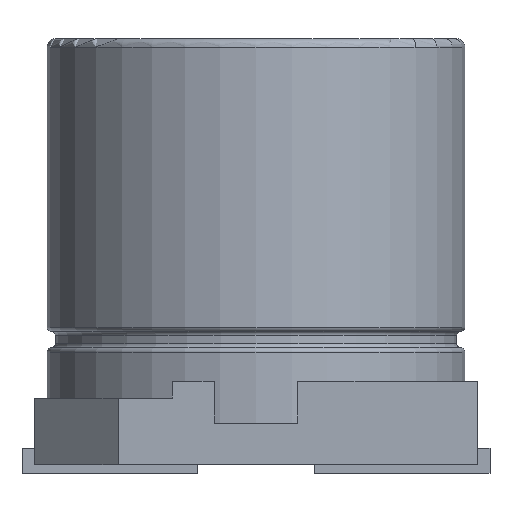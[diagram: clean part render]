
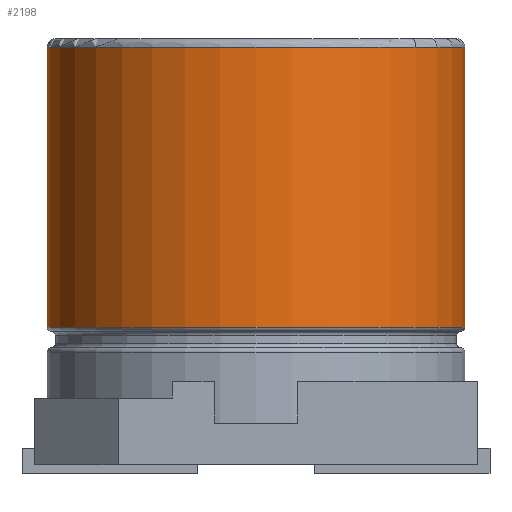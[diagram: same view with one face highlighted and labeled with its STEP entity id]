
A CAD part, front view. The second image highlights one B-rep face of the part: STEP entity #2198.
In plain terms, the highlighted cylindrical face has radius 2.5 mm (diameter 5 mm), a partial arc.
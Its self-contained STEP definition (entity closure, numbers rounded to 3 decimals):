
#908 = DIRECTION ( 'NONE',  ( -1., 0., 0. ) ) ;
#909 = DIRECTION ( 'NONE',  ( 0., 0., -1. ) ) ;
#910 = CARTESIAN_POINT ( 'NONE',  ( 0., 0., 17.471 ) ) ;
#911 = AXIS2_PLACEMENT_3D ( 'NONE', #910, #909, #908 ) ;
#928 = CYLINDRICAL_SURFACE ( 'NONE', #911, 2.5 ) ;
#934 = FACE_OUTER_BOUND ( 'NONE', #2199, .T. ) ;
#1013 = DIRECTION ( 'NONE',  ( 1., 0., 0. ) ) ;
#1014 = DIRECTION ( 'NONE',  ( 0., 0., 1. ) ) ;
#1017 = CARTESIAN_POINT ( 'NONE',  ( 0., 0., 1.75 ) ) ;
#1018 = AXIS2_PLACEMENT_3D ( 'NONE', #1017, #1014, #1013 ) ;
#1019 = CIRCLE ( 'NONE', #1018, 2.5 ) ;
#1225 = CIRCLE ( 'NONE', #1248, 2.5 ) ;
#1246 = CARTESIAN_POINT ( 'NONE',  ( 0., 0., 5.1 ) ) ;
#1248 = AXIS2_PLACEMENT_3D ( 'NONE', #1246, #1261, #1260 ) ;
#1260 = DIRECTION ( 'NONE',  ( 1., 0., 0. ) ) ;
#1261 = DIRECTION ( 'NONE',  ( 0., 0., -1. ) ) ;
#1645 = VERTEX_POINT ( 'NONE', #2643 ) ;
#1659 = VERTEX_POINT ( 'NONE', #2502 ) ;
#1720 = EDGE_CURVE ( 'NONE', #1759, #1659, #2732, .T. ) ;
#1731 = EDGE_CURVE ( 'NONE', #1756, #1645, #2831, .T. ) ;
#1752 = ORIENTED_EDGE ( 'NONE', *, *, #2240, .T. ) ;
#1756 = VERTEX_POINT ( 'NONE', #3043 ) ;
#1759 = VERTEX_POINT ( 'NONE', #3038 ) ;
#2198 = ADVANCED_FACE ( 'NONE', ( #934 ), #928, .T. ) ;
#2199 = EDGE_LOOP ( 'NONE', ( #2287, #2288, #2289, #1752 ) ) ;
#2240 = EDGE_CURVE ( 'NONE', #1659, #1645, #1019, .T. ) ;
#2271 = EDGE_CURVE ( 'NONE', #1756, #1759, #1225, .T. ) ;
#2287 = ORIENTED_EDGE ( 'NONE', *, *, #1731, .F. ) ;
#2288 = ORIENTED_EDGE ( 'NONE', *, *, #2271, .T. ) ;
#2289 = ORIENTED_EDGE ( 'NONE', *, *, #1720, .T. ) ;
#2502 = CARTESIAN_POINT ( 'NONE',  ( -2.5, 0., 1.75 ) ) ;
#2643 = CARTESIAN_POINT ( 'NONE',  ( 2.5, 0., 1.75 ) ) ;
#2729 = DIRECTION ( 'NONE',  ( 0., 0., -1. ) ) ;
#2730 = VECTOR ( 'NONE', #2729, 1000. ) ;
#2731 = CARTESIAN_POINT ( 'NONE',  ( -2.5, 0., 17.471 ) ) ;
#2732 = LINE ( 'NONE', #2731, #2730 ) ;
#2828 = DIRECTION ( 'NONE',  ( 0., 0., -1. ) ) ;
#2829 = VECTOR ( 'NONE', #2828, 1000. ) ;
#2830 = CARTESIAN_POINT ( 'NONE',  ( 2.5, 0., 17.471 ) ) ;
#2831 = LINE ( 'NONE', #2830, #2829 ) ;
#3038 = CARTESIAN_POINT ( 'NONE',  ( -2.5, 0., 5.1 ) ) ;
#3043 = CARTESIAN_POINT ( 'NONE',  ( 2.5, 0., 5.1 ) ) ;
